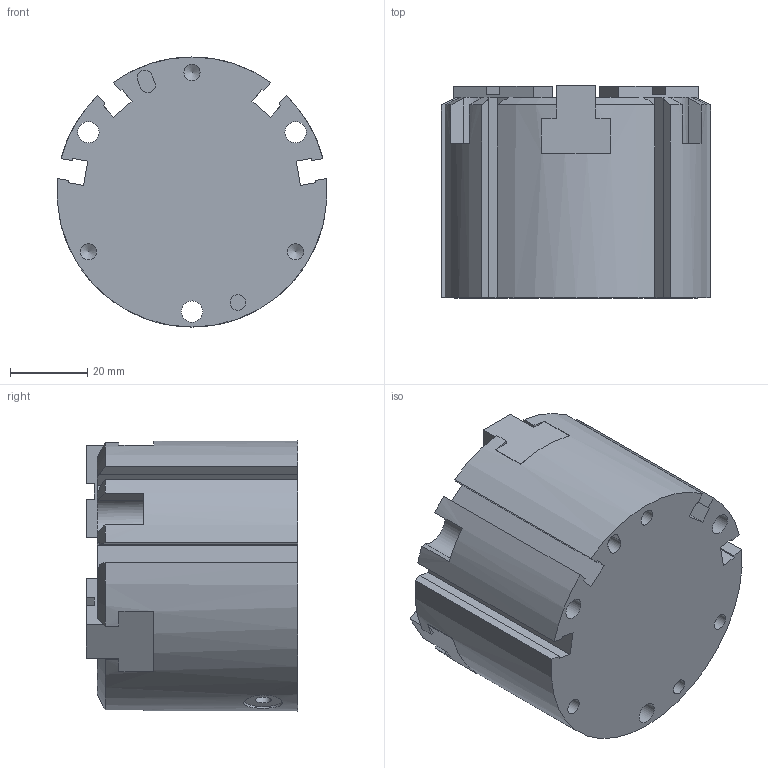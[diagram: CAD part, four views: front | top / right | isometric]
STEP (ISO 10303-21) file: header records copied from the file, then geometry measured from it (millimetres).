
FILE_DESCRIPTION(/* description */ (' '),/* implementation_level */ '2;1');
FILE_NAME(/* name */ 'YMP50-50.stp',/* time_stamp */ '2016-04-26T13:47:32+02:00',/* author */ ('Boceda'),/* organization */ (''),/* preprocessor_version */ 'ST-DEVELOPER v16.1',/* originating_system */ 'Autodesk Inventor 2016',/* authorisation */ '');
FILE_SCHEMA (('AUTOMOTIVE_DESIGN { 1 0 10303 214 3 1 1 }'));
Length unit declared in the file: millimetre
Products named in the file (1): YMP50-50
Bounding box: 69.87 x 54.9 x 70 mm (x, y, z)
Volume: 184914.7 mm3; surface area: 27106.2 mm2
Topology: 1 solids, 1 shells, 199 faces, 545 edges, 349 vertices
Faces by surface type: plane 132, cylinder 46, cone 21
Full cylindrical faces by diameter (mm): 1.5 x2, 4 x1, 4.2 x11, 5.5 x3, 10 x2
Entity records: 6148 total; most frequent: CARTESIAN_POINT 1202, DIRECTION 1014, ORIENTED_EDGE 1012, EDGE_CURVE 506, AXIS2_PLACEMENT_3D 344, VERTEX_POINT 340, LINE 326, VECTOR 326
